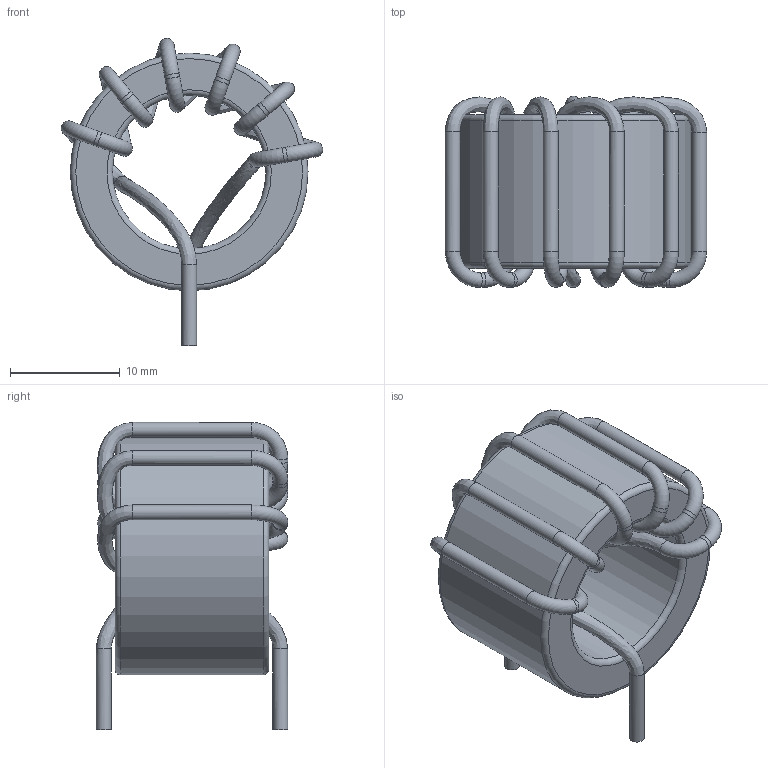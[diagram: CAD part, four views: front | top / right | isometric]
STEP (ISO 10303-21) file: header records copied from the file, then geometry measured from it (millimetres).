
FILE_DESCRIPTION(/* description */ ('Unknown'),/* implementation_level */ '2;1');
FILE_NAME(/* name */ 'HM53-407R0VLF',/* time_stamp */ '2021-12-21T11:04:37+08:00',/* author */ ('Unknown'),/* organization */ ('Unknown'),/* preprocessor_version */ 'ST-DEVELOPER v16.7',/* originating_system */ 'Solid Edge',/* authorisation */ 'Unknown');
FILE_SCHEMA (('AUTOMOTIVE_DESIGN {1 0 10303 214 3 1 1}'));
Length unit declared in the file: millimetre
Products named in the file (1): HM53-407R0VLF
Bounding box: 23.86 x 17.48 x 28.03 mm (x, y, z)
Volume: 3411.9 mm3; surface area: 3146.6 mm2
Topology: 2 solids, 2 shells, 49 faces, 101 edges, 56 vertices
Faces by surface type: cylinder 21, torus 16, bspline 8, plane 4
Full cylindrical faces by diameter (mm): 1.35 x19, 14 x1, 21.7 x1
Entity records: 2719 total; most frequent: CARTESIAN_POINT 1552, DIRECTION 180, ORIENTED_EDGE 96, EDGE_LOOP 96, FACE_BOUND 96, AXIS2_PLACEMENT_3D 90, STYLED_ITEM 49, PRESENTATION_STYLE_ASSIGNMENT 49
